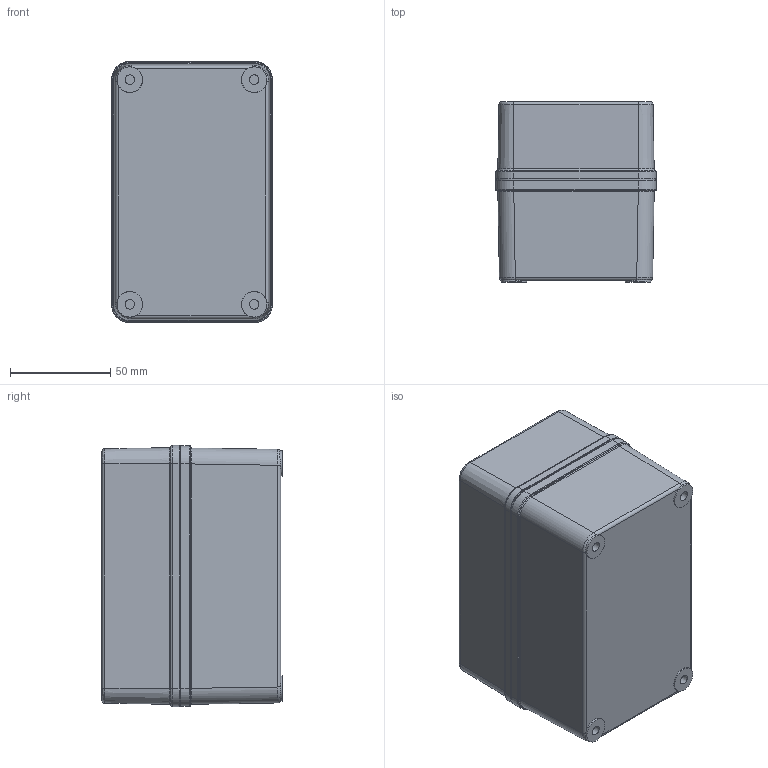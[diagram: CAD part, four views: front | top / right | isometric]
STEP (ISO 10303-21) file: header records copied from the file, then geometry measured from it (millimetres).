
FILE_DESCRIPTION (( 'STEP AP214' ), '1' );
FILE_NAME ('HW-PN4X2PB.STEP', '2018-05-03T22:31:58', ( '' ), ( '' ), 'SwSTEP 2.0', 'SolidWorks 2017', '' );
FILE_SCHEMA (( 'AUTOMOTIVE_DESIGN' ));
Length unit declared in the file: inch
Products named in the file (1): HW-PN4X2PB
Bounding box: 80.15 x 89.92 x 130.14 mm (x, y, z)
Volume: 217211.7 mm3; surface area: 126574.6 mm2
Topology: 7 solids, 7 shells, 1036 faces, 2583 edges, 1569 vertices
Faces by surface type: cylinder 368, bspline 344, plane 224, torus 64, cone 28, sphere 8
Full cylindrical faces by diameter (mm): 2.54 x12, 4.762 x4, 7 x4, 9.982 x4, 10.998 x4, 11.684 x4, 12.7 x4
Entity records: 75109 total; most frequent: CARTESIAN_POINT 39908, ORIENTED_EDGE 4962, DIRECTION 3680, EDGE_CURVE 2481, VERTEX_POINT 1539, AXIS2_PLACEMENT_3D 1400, EDGE_LOOP 1138, FACE_OUTER_BOUND 1088
